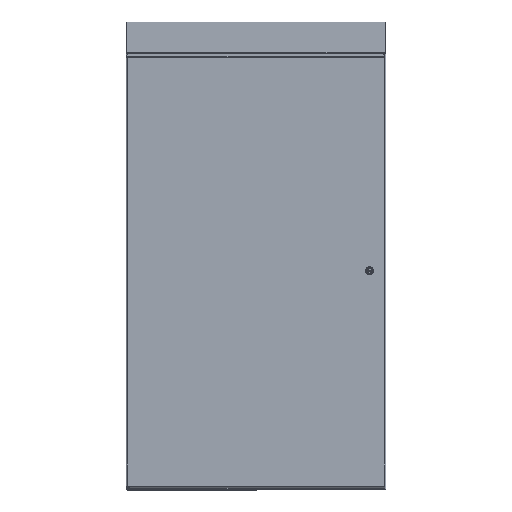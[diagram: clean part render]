
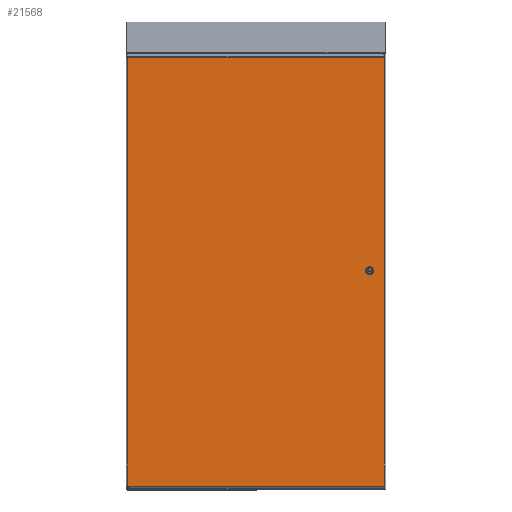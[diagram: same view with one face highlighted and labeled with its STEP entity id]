
A CAD part, top view. The second image highlights one B-rep face of the part: STEP entity #21568.
In plain terms, the highlighted planar face has unit normal (0, 0, 1).
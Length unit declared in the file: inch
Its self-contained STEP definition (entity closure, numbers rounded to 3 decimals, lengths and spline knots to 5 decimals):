
#19947=CARTESIAN_POINT('',(33.71087,-28.95816,0.074));
#19948=VERTEX_POINT('',#19947);
#19955=CARTESIAN_POINT('',(33.52499,-28.77223,0.074));
#19956=VERTEX_POINT('',#19955);
#19957=CARTESIAN_POINT('',(33.31134,-29.17168,0.074));
#19958=DIRECTION('',(0.0,0.0,-1.0));
#19959=DIRECTION('',(0.882,0.471,0.0));
#19960=AXIS2_PLACEMENT_3D('',#19957,#19958,#19959);
#19961=CIRCLE('',#19960,0.453);
#19962=EDGE_CURVE('',#19956,#19948,#19961,.T.);
#19987=CARTESIAN_POINT('',(33.09787,-28.77223,0.074));
#19988=VERTEX_POINT('',#19987);
#19989=CARTESIAN_POINT('',(33.09787,-28.77223,0.074));
#19990=DIRECTION('',(1.0,0.,0.0));
#19991=VECTOR('',#19990,0.42712);
#19992=LINE('',#19989,#19991);
#19993=EDGE_CURVE('',#19988,#19956,#19992,.T.);
#20019=CARTESIAN_POINT('',(32.91187,-28.95816,0.074));
#20020=VERTEX_POINT('',#20019);
#20021=CARTESIAN_POINT('',(33.31134,-29.17177,0.074));
#20022=DIRECTION('',(0.0,0.0,-1.0));
#20023=DIRECTION('',(-0.471,0.882,0.0));
#20024=AXIS2_PLACEMENT_3D('',#20021,#20022,#20023);
#20025=CIRCLE('',#20024,0.453);
#20026=EDGE_CURVE('',#20020,#19988,#20025,.T.);
#20051=CARTESIAN_POINT('',(32.91187,-29.38529,0.074));
#20052=VERTEX_POINT('',#20051);
#20053=CARTESIAN_POINT('',(32.91187,-29.38529,0.074));
#20054=DIRECTION('',(0.,1.0,0.0));
#20055=VECTOR('',#20054,0.42712);
#20056=LINE('',#20053,#20055);
#20057=EDGE_CURVE('',#20052,#20020,#20056,.T.);
#20083=CARTESIAN_POINT('',(33.0978,-29.57123,0.074));
#20084=VERTEX_POINT('',#20083);
#20085=CARTESIAN_POINT('',(33.31137,-29.17173,0.074));
#20086=DIRECTION('',(0.0,0.0,-1.0));
#20087=DIRECTION('',(-0.882,-0.471,0.0));
#20088=AXIS2_PLACEMENT_3D('',#20085,#20086,#20087);
#20089=CIRCLE('',#20088,0.453);
#20090=EDGE_CURVE('',#20084,#20052,#20089,.T.);
#20115=CARTESIAN_POINT('',(33.52493,-29.57123,0.074));
#20116=VERTEX_POINT('',#20115);
#20117=CARTESIAN_POINT('',(33.52493,-29.57123,0.074));
#20118=DIRECTION('',(-1.0,0.,0.0));
#20119=VECTOR('',#20118,0.42712);
#20120=LINE('',#20117,#20119);
#20121=EDGE_CURVE('',#20116,#20084,#20120,.T.);
#20147=CARTESIAN_POINT('',(33.71087,-29.38529,0.074));
#20148=VERTEX_POINT('',#20147);
#20149=CARTESIAN_POINT('',(33.31137,-29.17173,0.074));
#20150=DIRECTION('',(0.0,0.0,-1.0));
#20151=DIRECTION('',(0.471,-0.882,0.0));
#20152=AXIS2_PLACEMENT_3D('',#20149,#20150,#20151);
#20153=CIRCLE('',#20152,0.453);
#20154=EDGE_CURVE('',#20148,#20116,#20153,.T.);
#20177=CARTESIAN_POINT('',(33.71087,-28.95816,0.074));
#20178=DIRECTION('',(0.,-1.0,0.0));
#20179=VECTOR('',#20178,0.42712);
#20180=LINE('',#20177,#20179);
#20181=EDGE_CURVE('',#19948,#20148,#20180,.T.);
#20234=CARTESIAN_POINT('',(35.33112,-59.0199,0.074));
#20235=VERTEX_POINT('',#20234);
#20263=CARTESIAN_POINT('',(35.33112,0.42645,0.074));
#20264=VERTEX_POINT('',#20263);
#20275=CARTESIAN_POINT('',(35.33112,-59.0199,0.074));
#20276=DIRECTION('',(0.0,1.0,0.0));
#20277=VECTOR('',#20276,59.44636);
#20278=LINE('',#20275,#20277);
#20279=EDGE_CURVE('',#20235,#20264,#20278,.T.);
#20817=CARTESIAN_POINT('',(-0.33338,-59.0199,0.074));
#20818=VERTEX_POINT('',#20817);
#20905=CARTESIAN_POINT('',(-0.33338,0.42645,0.074));
#20906=VERTEX_POINT('',#20905);
#20907=CARTESIAN_POINT('',(-0.33338,0.42645,0.074));
#20908=DIRECTION('',(0.0,-1.0,0.0));
#20909=VECTOR('',#20908,59.44636);
#20910=LINE('',#20907,#20909);
#20911=EDGE_CURVE('',#20906,#20818,#20910,.T.);
#21491=CARTESIAN_POINT('',(35.33112,0.42645,0.074));
#21492=DIRECTION('',(-1.0,0.0,0.0));
#21493=VECTOR('',#21492,35.6645);
#21494=LINE('',#21491,#21493);
#21495=EDGE_CURVE('',#20264,#20906,#21494,.T.);
#21525=CARTESIAN_POINT('',(-0.33338,-59.0199,0.074));
#21526=DIRECTION('',(1.0,0.0,0.0));
#21527=VECTOR('',#21526,35.6645);
#21528=LINE('',#21525,#21527);
#21529=EDGE_CURVE('',#20818,#20235,#21528,.T.);
#21547=CARTESIAN_POINT('',(17.49887,-29.29673,0.074));
#21548=DIRECTION('',(0.0,0.0,1.0));
#21549=DIRECTION('',(1.0,0.0,0.0));
#21550=AXIS2_PLACEMENT_3D('',#21547,#21548,#21549);
#21551=PLANE('',#21550);
#21552=ORIENTED_EDGE('',*,*,#21529,.T.);
#21553=ORIENTED_EDGE('',*,*,#20279,.T.);
#21554=ORIENTED_EDGE('',*,*,#21495,.T.);
#21555=ORIENTED_EDGE('',*,*,#20911,.T.);
#21556=EDGE_LOOP('',(#21552,#21553,#21554,#21555));
#21557=FACE_OUTER_BOUND('',#21556,.T.);
#21558=ORIENTED_EDGE('',*,*,#19962,.T.);
#21559=ORIENTED_EDGE('',*,*,#20181,.T.);
#21560=ORIENTED_EDGE('',*,*,#20154,.T.);
#21561=ORIENTED_EDGE('',*,*,#20121,.T.);
#21562=ORIENTED_EDGE('',*,*,#20090,.T.);
#21563=ORIENTED_EDGE('',*,*,#20057,.T.);
#21564=ORIENTED_EDGE('',*,*,#20026,.T.);
#21565=ORIENTED_EDGE('',*,*,#19993,.T.);
#21566=EDGE_LOOP('',(#21558,#21559,#21560,#21561,#21562,#21563,#21564,#21565));
#21567=FACE_BOUND('',#21566,.T.);
#21568=ADVANCED_FACE('',(#21557,#21567),#21551,.T.);
